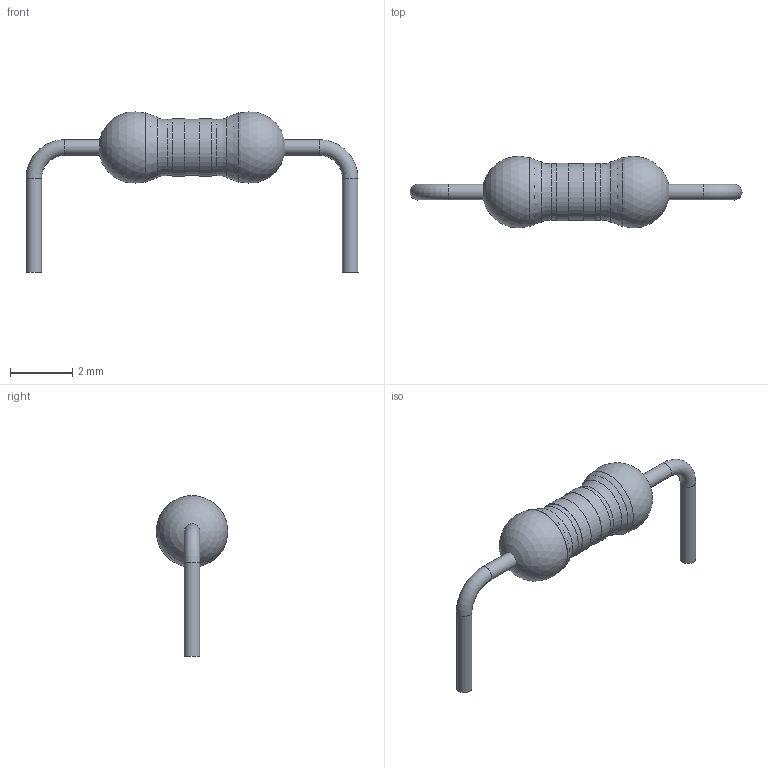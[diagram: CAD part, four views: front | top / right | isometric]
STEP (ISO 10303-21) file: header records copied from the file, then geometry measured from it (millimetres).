
FILE_DESCRIPTION(/* description */ (''),/* implementation_level */ '2;1');
FILE_NAME(/* name */ 'Axial_04_1k_blue .step',/* time_stamp */ '2022-11-17T21:10:25+01:00',/* author */ (''),/* organization */ (''),/* preprocessor_version */ 'ST-DEVELOPER v19.2',/* originating_system */ 'Autodesk Translation Framework v11.17.0.187',/* authorisation */ '');
FILE_SCHEMA (('AUTOMOTIVE_DESIGN { 1 0 10303 214 3 1 1 }'));
Length unit declared in the file: millimetre
Products named in the file (8): Axial_04_1k; Axial_04; pins; Ring-4; Ring-3; Ring-2; Ring-1; Resistor-body
Assembly tree (7 placements, depth 3):
  Axial_04_1k
    Axial_04
      pins
      Ring-4
      Ring-3
      Ring-2
      Ring-1
      Resistor-body
Bounding box: 10.66 x 2.3 x 5.14 mm (x, y, z)
Volume: 22.2 mm3; surface area: 92.5 mm2
Topology: 6 solids, 6 shells, 28 faces, 54 edges, 32 vertices
Faces by surface type: cylinder 8, cone 8, plane 6, torus 4, sphere 2
Full cylindrical faces by diameter (mm): 0.5 x3, 1.56 x2, 1.8 x1, 1.86 x2
Entity records: 1015 total; most frequent: DIRECTION 176, CARTESIAN_POINT 128, ORIENTED_EDGE 104, AXIS2_PLACEMENT_3D 80, EDGE_CURVE 52, CIRCLE 36, EDGE_LOOP 32, VERTEX_POINT 32
